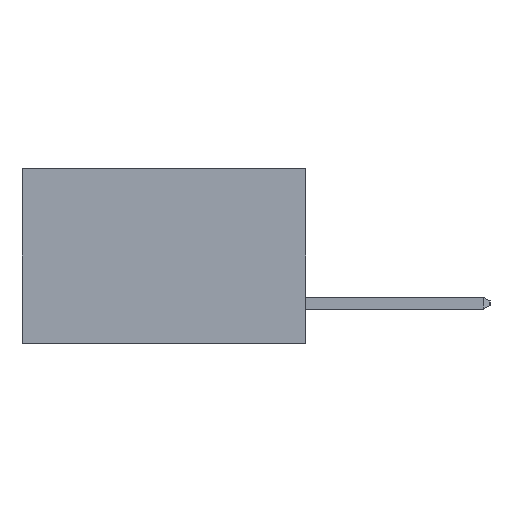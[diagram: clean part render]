
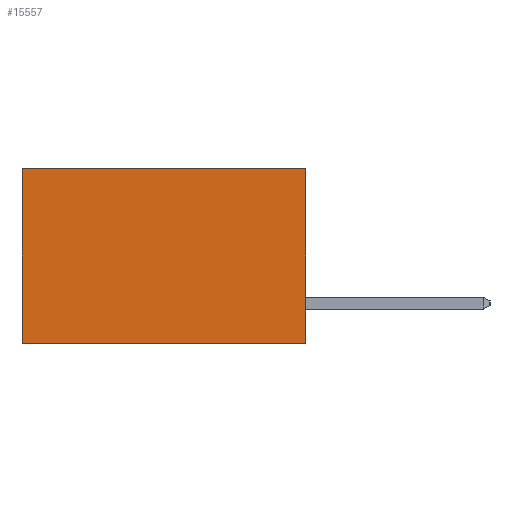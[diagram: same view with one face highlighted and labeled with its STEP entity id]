
A CAD part, left-side view. The second image highlights one B-rep face of the part: STEP entity #15557.
In plain terms, the highlighted planar face has unit normal (-1, 0, 0).
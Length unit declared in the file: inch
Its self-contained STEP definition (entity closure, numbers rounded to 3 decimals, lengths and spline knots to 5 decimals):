
#117 = CARTESIAN_POINT ( 'NONE',  ( 0.298, 0., 0. ) ) ;
#133 = ORIENTED_EDGE ( 'NONE', *, *, #1549, .F. ) ;
#299 = CARTESIAN_POINT ( 'NONE',  ( 0.298, 0.6, 0. ) ) ;
#490 = VERTEX_POINT ( 'NONE', #12605 ) ;
#765 = EDGE_LOOP ( 'NONE', ( #5732, #10165, #133, #4705 ) ) ;
#808 = CARTESIAN_POINT ( 'NONE',  ( 0.298, 0., 0. ) ) ;
#1385 = LINE ( 'NONE', #10064, #11051 ) ;
#1549 = EDGE_CURVE ( 'NONE', #2074, #490, #10951, .T. ) ;
#1607 = CARTESIAN_POINT ( 'NONE',  ( 0.298, 0., 0. ) ) ;
#1698 = VECTOR ( 'NONE', #6440, 39.37008 ) ;
#2074 = VERTEX_POINT ( 'NONE', #1607 ) ;
#2131 = DIRECTION ( 'NONE',  ( 1., 0., 0. ) ) ;
#3569 = DIRECTION ( 'NONE',  ( 0., 0., -1. ) ) ;
#4705 = ORIENTED_EDGE ( 'NONE', *, *, #9450, .T. ) ;
#5732 = ORIENTED_EDGE ( 'NONE', *, *, #14298, .T. ) ;
#6440 = DIRECTION ( 'NONE',  ( 0., 0., -1. ) ) ;
#6643 = LINE ( 'NONE', #9931, #9938 ) ;
#6700 = AXIS2_PLACEMENT_3D ( 'NONE', #808, #2131, #10917 ) ;
#6940 = VERTEX_POINT ( 'NONE', #7619 ) ;
#7584 = VECTOR ( 'NONE', #10270, 39.37008 ) ;
#7619 = CARTESIAN_POINT ( 'NONE',  ( 0.298, 0.6, -0.37 ) ) ;
#8008 = CARTESIAN_POINT ( 'NONE',  ( 0.298, 0., 0. ) ) ;
#8478 = PLANE ( 'NONE',  #6700 ) ;
#9219 = EDGE_CURVE ( 'NONE', #490, #6940, #1385, .T. ) ;
#9450 = EDGE_CURVE ( 'NONE', #2074, #10696, #14138, .T. ) ;
#9931 = CARTESIAN_POINT ( 'NONE',  ( 0.298, 0.6, 0. ) ) ;
#9938 = VECTOR ( 'NONE', #3569, 39.37008 ) ;
#10064 = CARTESIAN_POINT ( 'NONE',  ( 0.298, 0., -0.37 ) ) ;
#10165 = ORIENTED_EDGE ( 'NONE', *, *, #9219, .F. ) ;
#10270 = DIRECTION ( 'NONE',  ( 0., 1., 0. ) ) ;
#10696 = VERTEX_POINT ( 'NONE', #299 ) ;
#10917 = DIRECTION ( 'NONE',  ( 0., 0., -1. ) ) ;
#10951 = LINE ( 'NONE', #8008, #1698 ) ;
#11051 = VECTOR ( 'NONE', #15843, 39.37008 ) ;
#12605 = CARTESIAN_POINT ( 'NONE',  ( 0.298, 0., -0.37 ) ) ;
#12763 = FACE_OUTER_BOUND ( 'NONE', #765, .T. ) ;
#14138 = LINE ( 'NONE', #117, #7584 ) ;
#14298 = EDGE_CURVE ( 'NONE', #10696, #6940, #6643, .T. ) ;
#15557 = ADVANCED_FACE ( 'NONE', ( #12763 ), #8478, .F. ) ;
#15843 = DIRECTION ( 'NONE',  ( 0., 1., 0. ) ) ;
